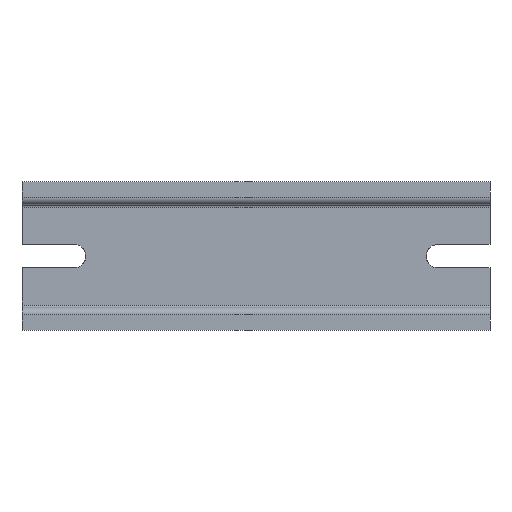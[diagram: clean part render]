
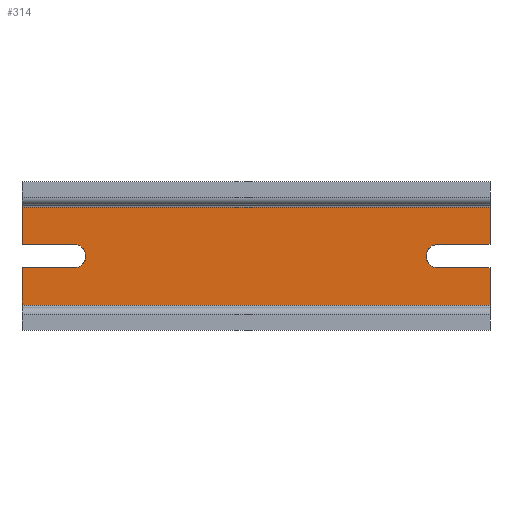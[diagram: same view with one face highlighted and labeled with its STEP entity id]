
A CAD part, top view. The second image highlights one B-rep face of the part: STEP entity #314.
In plain terms, the highlighted planar face has unit normal (0, 0, 1).
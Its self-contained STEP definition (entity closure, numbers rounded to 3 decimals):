
#210=AXIS2_PLACEMENT_3D('Circle Axis2P3D',#208,#209,$) ;
#230=AXIS2_PLACEMENT_3D('Plane Axis2P3D',#227,#228,#229) ;
#264=AXIS2_PLACEMENT_3D('Circle Axis2P3D',#262,#263,$) ;
#50=CARTESIAN_POINT('Vertex',(12.25,20.25,1.5)) ;
#53=CARTESIAN_POINT('Line Origine',(6.125,20.25,1.5)) ;
#57=CARTESIAN_POINT('Vertex',(0.,20.25,1.5)) ;
#208=CARTESIAN_POINT('Axis2P3D Location',(12.25,17.5,1.5)) ;
#212=CARTESIAN_POINT('Vertex',(12.25,14.75,1.5)) ;
#227=CARTESIAN_POINT('Axis2P3D Location',(0.,29.,1.5)) ;
#232=CARTESIAN_POINT('Line Origine',(0.,10.375,1.5)) ;
#236=CARTESIAN_POINT('Vertex',(0.,14.75,1.5)) ;
#238=CARTESIAN_POINT('Vertex',(0.,6.,1.5)) ;
#241=CARTESIAN_POINT('Line Origine',(55.,6.,1.5)) ;
#245=CARTESIAN_POINT('Vertex',(110.,6.,1.5)) ;
#248=CARTESIAN_POINT('Line Origine',(110.,10.375,1.5)) ;
#252=CARTESIAN_POINT('Vertex',(110.,14.75,1.5)) ;
#255=CARTESIAN_POINT('Line Origine',(103.875,14.75,1.5)) ;
#259=CARTESIAN_POINT('Vertex',(97.75,14.75,1.5)) ;
#262=CARTESIAN_POINT('Axis2P3D Location',(97.75,17.5,1.5)) ;
#266=CARTESIAN_POINT('Vertex',(97.75,20.25,1.5)) ;
#269=CARTESIAN_POINT('Line Origine',(103.875,20.25,1.5)) ;
#273=CARTESIAN_POINT('Vertex',(110.,20.25,1.5)) ;
#276=CARTESIAN_POINT('Line Origine',(110.,24.625,1.5)) ;
#280=CARTESIAN_POINT('Vertex',(110.,29.,1.5)) ;
#283=CARTESIAN_POINT('Line Origine',(55.,29.,1.5)) ;
#287=CARTESIAN_POINT('Vertex',(0.,29.,1.5)) ;
#290=CARTESIAN_POINT('Line Origine',(0.,24.625,1.5)) ;
#295=CARTESIAN_POINT('Line Origine',(6.125,14.75,1.5)) ;
#54=DIRECTION('Vector Direction',(-1.,0.,0.)) ;
#209=DIRECTION('Axis2P3D Direction',(0.,0.,1.)) ;
#228=DIRECTION('Axis2P3D Direction',(-0.,0.,1.)) ;
#229=DIRECTION('Axis2P3D XDirection',(0.,-1.,0.)) ;
#233=DIRECTION('Vector Direction',(0.,-1.,0.)) ;
#242=DIRECTION('Vector Direction',(1.,0.,0.)) ;
#249=DIRECTION('Vector Direction',(0.,-1.,0.)) ;
#256=DIRECTION('Vector Direction',(1.,0.,0.)) ;
#263=DIRECTION('Axis2P3D Direction',(-0.,0.,1.)) ;
#270=DIRECTION('Vector Direction',(1.,0.,0.)) ;
#277=DIRECTION('Vector Direction',(0.,-1.,0.)) ;
#284=DIRECTION('Vector Direction',(1.,0.,0.)) ;
#291=DIRECTION('Vector Direction',(0.,-1.,0.)) ;
#296=DIRECTION('Vector Direction',(-1.,0.,0.)) ;
#55=VECTOR('Line Direction',#54,1.) ;
#234=VECTOR('Line Direction',#233,1.) ;
#243=VECTOR('Line Direction',#242,1.) ;
#250=VECTOR('Line Direction',#249,1.) ;
#257=VECTOR('Line Direction',#256,1.) ;
#271=VECTOR('Line Direction',#270,1.) ;
#278=VECTOR('Line Direction',#277,1.) ;
#285=VECTOR('Line Direction',#284,1.) ;
#292=VECTOR('Line Direction',#291,1.) ;
#297=VECTOR('Line Direction',#296,1.) ;
#301=ORIENTED_EDGE('',*,*,#240,.T.) ;
#302=ORIENTED_EDGE('',*,*,#247,.T.) ;
#303=ORIENTED_EDGE('',*,*,#254,.F.) ;
#304=ORIENTED_EDGE('',*,*,#261,.F.) ;
#305=ORIENTED_EDGE('',*,*,#268,.F.) ;
#306=ORIENTED_EDGE('',*,*,#275,.T.) ;
#307=ORIENTED_EDGE('',*,*,#282,.F.) ;
#308=ORIENTED_EDGE('',*,*,#289,.F.) ;
#309=ORIENTED_EDGE('',*,*,#294,.T.) ;
#310=ORIENTED_EDGE('',*,*,#59,.F.) ;
#311=ORIENTED_EDGE('',*,*,#214,.F.) ;
#312=ORIENTED_EDGE('',*,*,#299,.T.) ;
#314=ADVANCED_FACE('Rail',(#313),#231,.T.) ;
#211=CIRCLE('generated circle',#210,2.75) ;
#265=CIRCLE('generated circle',#264,2.75) ;
#59=EDGE_CURVE('',#51,#58,#56,.T.) ;
#214=EDGE_CURVE('',#213,#51,#211,.T.) ;
#240=EDGE_CURVE('',#237,#239,#235,.T.) ;
#247=EDGE_CURVE('',#239,#246,#244,.T.) ;
#254=EDGE_CURVE('',#253,#246,#251,.T.) ;
#261=EDGE_CURVE('',#260,#253,#258,.T.) ;
#268=EDGE_CURVE('',#267,#260,#265,.T.) ;
#275=EDGE_CURVE('',#267,#274,#272,.T.) ;
#282=EDGE_CURVE('',#281,#274,#279,.T.) ;
#289=EDGE_CURVE('',#288,#281,#286,.T.) ;
#294=EDGE_CURVE('',#288,#58,#293,.T.) ;
#299=EDGE_CURVE('',#213,#237,#298,.T.) ;
#300=EDGE_LOOP('',(#301,#302,#303,#304,#305,#306,#307,#308,#309,#310,#311,#312)) ;
#313=FACE_OUTER_BOUND('',#300,.T.) ;
#56=LINE('Line',#53,#55) ;
#235=LINE('Line',#232,#234) ;
#244=LINE('Line',#241,#243) ;
#251=LINE('Line',#248,#250) ;
#258=LINE('Line',#255,#257) ;
#272=LINE('Line',#269,#271) ;
#279=LINE('Line',#276,#278) ;
#286=LINE('Line',#283,#285) ;
#293=LINE('Line',#290,#292) ;
#298=LINE('Line',#295,#297) ;
#231=PLANE('',#230) ;
#51=VERTEX_POINT('',#50) ;
#58=VERTEX_POINT('',#57) ;
#213=VERTEX_POINT('',#212) ;
#237=VERTEX_POINT('',#236) ;
#239=VERTEX_POINT('',#238) ;
#246=VERTEX_POINT('',#245) ;
#253=VERTEX_POINT('',#252) ;
#260=VERTEX_POINT('',#259) ;
#267=VERTEX_POINT('',#266) ;
#274=VERTEX_POINT('',#273) ;
#281=VERTEX_POINT('',#280) ;
#288=VERTEX_POINT('',#287) ;
